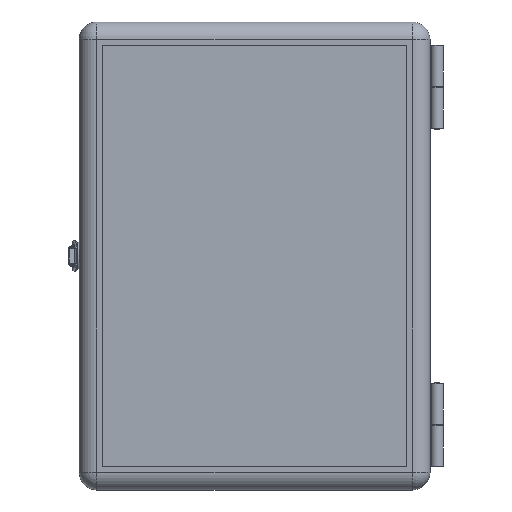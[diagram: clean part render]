
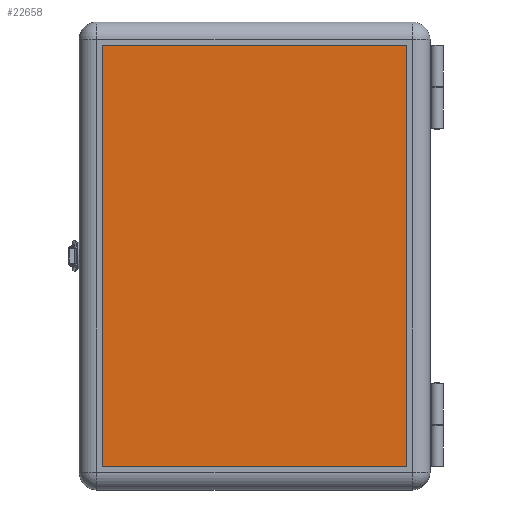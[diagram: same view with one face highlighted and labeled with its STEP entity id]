
A CAD part, top view. The second image highlights one B-rep face of the part: STEP entity #22658.
In plain terms, the highlighted face is planar.
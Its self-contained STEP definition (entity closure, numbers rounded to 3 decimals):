
#18971 = ORIENTED_EDGE ( 'NONE', *, *, #20975, .F. ) ;
#18973 = ORIENTED_EDGE ( 'NONE', *, *, #20717, .F. ) ;
#18975 = ORIENTED_EDGE ( 'NONE', *, *, #20719, .F. ) ;
#18977 = ORIENTED_EDGE ( 'NONE', *, *, #22642, .F. ) ;
#20717 = EDGE_CURVE ( 'NONE', #40214, #40311, #35510, .T. ) ;
#20719 = EDGE_CURVE ( 'NONE', #40220, #40214, #35512, .T. ) ;
#20975 = EDGE_CURVE ( 'NONE', #40311, #40348, #36298, .T. ) ;
#21449 = EDGE_LOOP ( 'NONE', ( #18971, #18973, #18975, #18977 ) ) ;
#22642 = EDGE_CURVE ( 'NONE', #40348, #40220, #37922, .T. ) ;
#22658 = ADVANCED_FACE ( 'NONE', ( #38005 ), #38006, .F. ) ;
#34455 = VECTOR ( 'NONE', #35518, 1000. ) ;
#34457 = VECTOR ( 'NONE', #35523, 1000. ) ;
#34728 = VECTOR ( 'NONE', #36301, 1000. ) ;
#35060 = VECTOR ( 'NONE', #37925, 1000. ) ;
#35079 = AXIS2_PLACEMENT_3D ( 'NONE', #37997, #38008, #38009 ) ;
#35505 = CARTESIAN_POINT ( 'NONE',  ( -135., -180., 0. ) ) ;
#35510 = LINE ( 'NONE', #35505, #34455 ) ;
#35512 = LINE ( 'NONE', #35521, #34457 ) ;
#35518 = DIRECTION ( 'NONE',  ( 1., 0., 0. ) ) ;
#35521 = CARTESIAN_POINT ( 'NONE',  ( -130., -185., 0. ) ) ;
#35523 = DIRECTION ( 'NONE',  ( 0., -1., 0. ) ) ;
#36298 = LINE ( 'NONE', #36300, #34728 ) ;
#36300 = CARTESIAN_POINT ( 'NONE',  ( 130., -185., 0. ) ) ;
#36301 = DIRECTION ( 'NONE',  ( 0., 1., 0. ) ) ;
#37922 = LINE ( 'NONE', #37924, #35060 ) ;
#37924 = CARTESIAN_POINT ( 'NONE',  ( -135., 180., 0. ) ) ;
#37925 = DIRECTION ( 'NONE',  ( -1., 0., 0. ) ) ;
#37997 = CARTESIAN_POINT ( 'NONE',  ( -135., -185., 0. ) ) ;
#38005 = FACE_OUTER_BOUND ( 'NONE', #21449, .T. ) ;
#38006 = PLANE ( 'NONE',  #35079 ) ;
#38008 = DIRECTION ( 'NONE',  ( 0., 0., 1. ) ) ;
#38009 = DIRECTION ( 'NONE',  ( 1., 0., 0. ) ) ;
#40214 = VERTEX_POINT ( 'NONE', #48490 ) ;
#40220 = VERTEX_POINT ( 'NONE', #48493 ) ;
#40311 = VERTEX_POINT ( 'NONE', #48544 ) ;
#40348 = VERTEX_POINT ( 'NONE', #48565 ) ;
#48490 = CARTESIAN_POINT ( 'NONE',  ( -130., -180., 0. ) ) ;
#48493 = CARTESIAN_POINT ( 'NONE',  ( -130., 180., 0. ) ) ;
#48544 = CARTESIAN_POINT ( 'NONE',  ( 130., -180., 0. ) ) ;
#48565 = CARTESIAN_POINT ( 'NONE',  ( 130., 180., 0. ) ) ;
